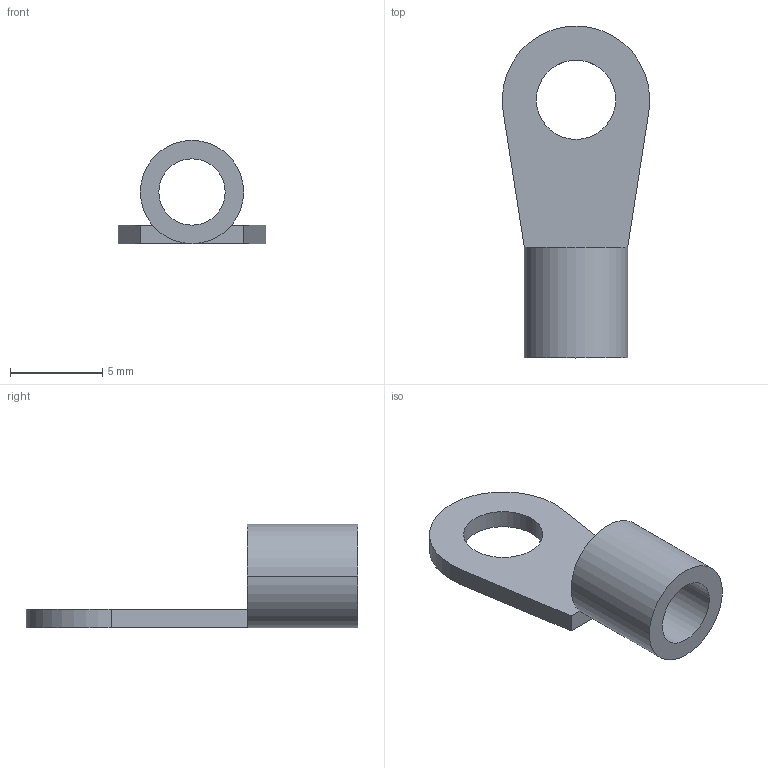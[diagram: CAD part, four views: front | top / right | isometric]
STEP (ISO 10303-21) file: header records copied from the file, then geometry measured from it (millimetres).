
FILE_DESCRIPTION(('SolidDesigner STEP Export'),'2;1');
FILE_NAME('3240083_C_RC_6_M4_DIN-select.stp','2017-05-03T13:27:09',(''),(''),'Creo Elements/Direct Modeling STEP processor for AP214 (Solid Model)','Creo Elements/Direct Modeling 18.1G 27-Feb-2015 (C) Parametric Technology GmbH','');
FILE_SCHEMA(('AUTOMOTIVE_DESIGN { 1 0 10303 214 1 1 1 1 }'));
Length unit declared in the file: millimetre
Products named in the file (2): 3240083_C_RC_6_M4_DIN-select
Assembly tree (1 placements, depth 2):
  3240083_C_RC_6_M4_DIN-select
    3240083_C_RC_6_M4_DIN-select
Bounding box: 8 x 18 x 5.6 mm (x, y, z)
Volume: 152.1 mm3; surface area: 375 mm2
Topology: 1 solids, 1 shells, 15 faces, 38 edges, 24 vertices
Faces by surface type: plane 8, cylinder 7
Entity records: 457 total; most frequent: ORIENTED_EDGE 76, DIRECTION 67, CARTESIAN_POINT 66, EDGE_CURVE 38, AXIS2_PLACEMENT_3D 25, VERTEX_POINT 24, EDGE_LOOP 18, VECTOR 17
